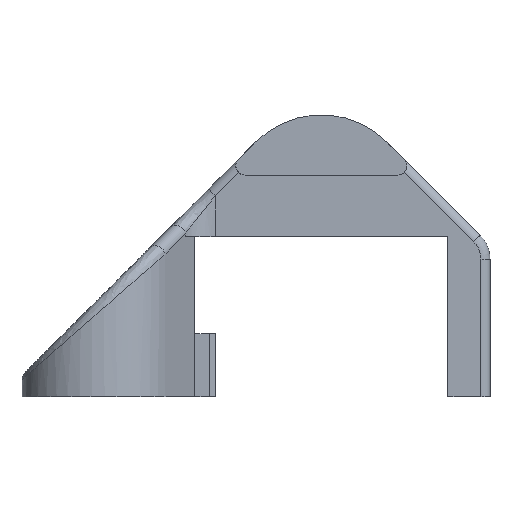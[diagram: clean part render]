
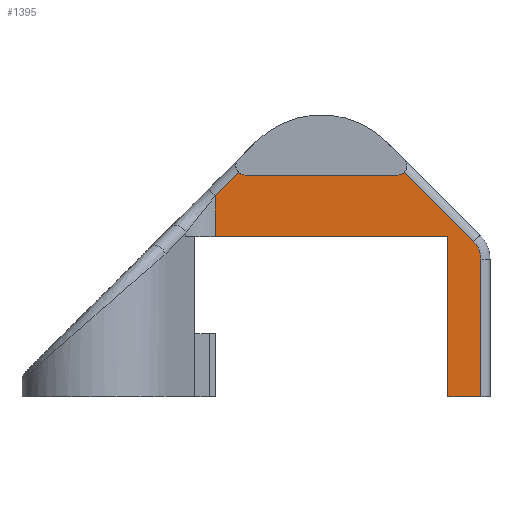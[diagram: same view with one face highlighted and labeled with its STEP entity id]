
A CAD part, front view. The second image highlights one B-rep face of the part: STEP entity #1395.
In plain terms, the highlighted planar face has unit normal (0, -1, 0).
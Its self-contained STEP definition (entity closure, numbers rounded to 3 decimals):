
#298=CARTESIAN_POINT('',(537.871,265.462,241.));
#299=VERTEX_POINT('',#298);
#307=CARTESIAN_POINT('',(533.971,265.462,241.));
#308=VERTEX_POINT('',#307);
#309=CARTESIAN_POINT('',(537.871,265.462,241.));
#310=DIRECTION('',(-1.,0.,0.));
#311=VECTOR('',#310,3.9);
#312=LINE('',#309,#311);
#313=EDGE_CURVE('',#299,#308,#312,.T.);
#417=CARTESIAN_POINT('',(533.971,265.462,260.));
#418=VERTEX_POINT('',#417);
#419=CARTESIAN_POINT('',(533.971,265.462,241.));
#420=DIRECTION('',(0.,0.,1.));
#421=VECTOR('',#420,19.);
#422=LINE('',#419,#421);
#423=EDGE_CURVE('',#308,#418,#422,.T.);
#455=CARTESIAN_POINT('',(506.382,265.462,260.));
#456=VERTEX_POINT('',#455);
#457=CARTESIAN_POINT('',(506.382,265.462,260.));
#458=DIRECTION('',(1.,-0.,-0.));
#459=VECTOR('',#458,27.589);
#460=LINE('',#457,#459);
#461=EDGE_CURVE('',#456,#418,#460,.T.);
#1301=CARTESIAN_POINT('',(509.149,265.462,267.622));
#1302=VERTEX_POINT('',#1301);
#1311=CARTESIAN_POINT('',(506.382,265.462,264.855));
#1312=VERTEX_POINT('',#1311);
#1320=CARTESIAN_POINT('',(506.382,265.462,264.855));
#1321=DIRECTION('',(0.707,-0.,0.707));
#1322=VECTOR('',#1321,3.914);
#1323=LINE('',#1320,#1322);
#1324=EDGE_CURVE('',#1312,#1302,#1323,.T.);
#1329=CARTESIAN_POINT('',(518.971,265.462,260.));
#1330=DIRECTION('',(-0.,-1.,0.));
#1331=DIRECTION('',(1.,-0.,-0.));
#1332=AXIS2_PLACEMENT_3D('',#1329,#1330,#1331);
#1333=PLANE('',#1332);
#1334=CARTESIAN_POINT('',(509.927,265.462,267.3));
#1335=VERTEX_POINT('',#1334);
#1336=CARTESIAN_POINT('',(509.927,265.462,268.4));
#1337=DIRECTION('',(0.,1.,-0.));
#1338=DIRECTION('',(-1.,0.,0.));
#1339=AXIS2_PLACEMENT_3D('',#1336,#1337,#1338);
#1340=CIRCLE('',#1339,1.1);
#1341=EDGE_CURVE('',#1335,#1302,#1340,.T.);
#1342=ORIENTED_EDGE('',*,*,#1341,.T.);
#1343=ORIENTED_EDGE('',*,*,#1324,.F.);
#1344=CARTESIAN_POINT('',(506.382,265.462,260.));
#1345=DIRECTION('',(0.,0.,1.));
#1346=VECTOR('',#1345,4.855);
#1347=LINE('',#1344,#1346);
#1348=EDGE_CURVE('',#456,#1312,#1347,.T.);
#1349=ORIENTED_EDGE('',*,*,#1348,.F.);
#1350=ORIENTED_EDGE('',*,*,#461,.T.);
#1351=ORIENTED_EDGE('',*,*,#423,.F.);
#1352=ORIENTED_EDGE('',*,*,#313,.F.);
#1353=CARTESIAN_POINT('',(537.871,265.462,257.343));
#1354=VERTEX_POINT('',#1353);
#1355=CARTESIAN_POINT('',(537.871,265.462,241.));
#1356=DIRECTION('',(0.,0.,1.));
#1357=VECTOR('',#1356,16.343);
#1358=LINE('',#1355,#1357);
#1359=EDGE_CURVE('',#299,#1354,#1358,.T.);
#1360=ORIENTED_EDGE('',*,*,#1359,.T.);
#1361=CARTESIAN_POINT('',(537.022,265.462,259.394));
#1362=VERTEX_POINT('',#1361);
#1363=CARTESIAN_POINT('',(534.971,265.462,257.343));
#1364=DIRECTION('',(-0.,-1.,0.));
#1365=DIRECTION('',(1.,-0.,-0.));
#1366=AXIS2_PLACEMENT_3D('',#1363,#1364,#1365);
#1367=CIRCLE('',#1366,2.9);
#1368=EDGE_CURVE('',#1354,#1362,#1367,.T.);
#1369=ORIENTED_EDGE('',*,*,#1368,.T.);
#1370=CARTESIAN_POINT('',(528.794,265.462,267.622));
#1371=VERTEX_POINT('',#1370);
#1372=CARTESIAN_POINT('',(528.794,265.462,267.622));
#1373=DIRECTION('',(0.707,-0.,-0.707));
#1374=VECTOR('',#1373,11.637);
#1375=LINE('',#1372,#1374);
#1376=EDGE_CURVE('',#1371,#1362,#1375,.T.);
#1377=ORIENTED_EDGE('',*,*,#1376,.F.);
#1378=CARTESIAN_POINT('',(528.016,265.462,267.3));
#1379=VERTEX_POINT('',#1378);
#1380=CARTESIAN_POINT('',(528.016,265.462,268.4));
#1381=DIRECTION('',(0.,1.,-0.));
#1382=DIRECTION('',(-1.,0.,0.));
#1383=AXIS2_PLACEMENT_3D('',#1380,#1381,#1382);
#1384=CIRCLE('',#1383,1.1);
#1385=EDGE_CURVE('',#1371,#1379,#1384,.T.);
#1386=ORIENTED_EDGE('',*,*,#1385,.T.);
#1387=CARTESIAN_POINT('',(509.927,265.462,267.3));
#1388=DIRECTION('',(1.,-0.,-0.));
#1389=VECTOR('',#1388,18.089);
#1390=LINE('',#1387,#1389);
#1391=EDGE_CURVE('',#1335,#1379,#1390,.T.);
#1392=ORIENTED_EDGE('',*,*,#1391,.F.);
#1393=EDGE_LOOP('',(#1342,#1343,#1349,#1350,#1351,#1352,#1360,#1369,#1377,#1386,#1392));
#1394=FACE_BOUND('',#1393,.T.);
#1395=ADVANCED_FACE('',(#1394),#1333,.T.);
